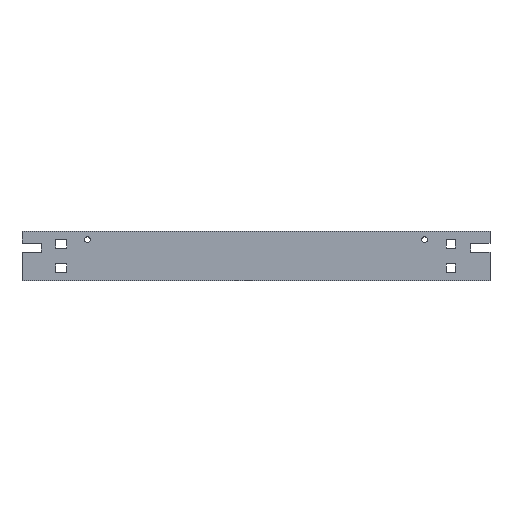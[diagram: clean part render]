
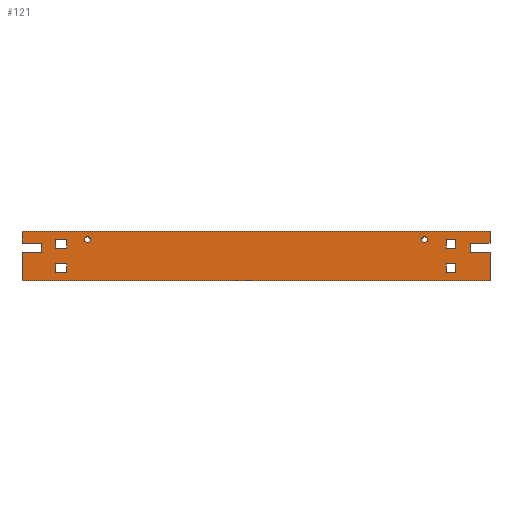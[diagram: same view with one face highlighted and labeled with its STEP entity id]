
A CAD part, top view. The second image highlights one B-rep face of the part: STEP entity #121.
In plain terms, the highlighted planar face has unit normal (0, 0, 1).
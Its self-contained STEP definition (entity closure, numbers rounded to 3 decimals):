
#121=ADVANCED_FACE('',(#244,#245,#246,#247,#248,#249,#250),#251,.F.);
#244=FACE_BOUND('',#366,.T.);
#245=FACE_BOUND('',#367,.T.);
#246=FACE_BOUND('',#368,.T.);
#247=FACE_BOUND('',#369,.T.);
#248=FACE_BOUND('',#370,.T.);
#249=FACE_BOUND('',#371,.T.);
#250=FACE_OUTER_BOUND('',#372,.T.);
#251=PLANE('',#373);
#366=EDGE_LOOP('',(#659,#660));
#367=EDGE_LOOP('',(#661,#662));
#368=EDGE_LOOP('',(#663,#664,#665,#666));
#369=EDGE_LOOP('',(#667,#668,#669,#670));
#370=EDGE_LOOP('',(#671,#672,#673,#674));
#371=EDGE_LOOP('',(#675,#676,#677,#678));
#372=EDGE_LOOP('',(#679,#680,#681,#682,#683,#684,#685,#686,#687,#688,#689,#690));
#373=AXIS2_PLACEMENT_3D('',#691,#692,#693);
#659=ORIENTED_EDGE('',*,*,#720,.T.);
#660=ORIENTED_EDGE('',*,*,#722,.T.);
#661=ORIENTED_EDGE('',*,*,#715,.T.);
#662=ORIENTED_EDGE('',*,*,#725,.T.);
#663=ORIENTED_EDGE('',*,*,#736,.T.);
#664=ORIENTED_EDGE('',*,*,#739,.T.);
#665=ORIENTED_EDGE('',*,*,#729,.T.);
#666=ORIENTED_EDGE('',*,*,#741,.T.);
#667=ORIENTED_EDGE('',*,*,#752,.T.);
#668=ORIENTED_EDGE('',*,*,#755,.T.);
#669=ORIENTED_EDGE('',*,*,#745,.T.);
#670=ORIENTED_EDGE('',*,*,#757,.T.);
#671=ORIENTED_EDGE('',*,*,#768,.T.);
#672=ORIENTED_EDGE('',*,*,#771,.T.);
#673=ORIENTED_EDGE('',*,*,#761,.T.);
#674=ORIENTED_EDGE('',*,*,#773,.T.);
#675=ORIENTED_EDGE('',*,*,#784,.T.);
#676=ORIENTED_EDGE('',*,*,#787,.T.);
#677=ORIENTED_EDGE('',*,*,#777,.T.);
#678=ORIENTED_EDGE('',*,*,#789,.T.);
#679=ORIENTED_EDGE('',*,*,#793,.T.);
#680=ORIENTED_EDGE('',*,*,#811,.F.);
#681=ORIENTED_EDGE('',*,*,#837,.F.);
#682=ORIENTED_EDGE('',*,*,#834,.T.);
#683=ORIENTED_EDGE('',*,*,#822,.T.);
#684=ORIENTED_EDGE('',*,*,#829,.T.);
#685=ORIENTED_EDGE('',*,*,#827,.T.);
#686=ORIENTED_EDGE('',*,*,#832,.T.);
#687=ORIENTED_EDGE('',*,*,#838,.F.);
#688=ORIENTED_EDGE('',*,*,#805,.F.);
#689=ORIENTED_EDGE('',*,*,#800,.T.);
#690=ORIENTED_EDGE('',*,*,#803,.T.);
#691=CARTESIAN_POINT('',(286.0,30.0,10.0));
#692=DIRECTION('',(0.0,0.0,-1.0));
#693=DIRECTION('',(0.0,1.0,0.0));
#715=EDGE_CURVE('',#844,#848,#850,.T.);
#720=EDGE_CURVE('',#853,#857,#859,.T.);
#722=EDGE_CURVE('',#857,#853,#861,.T.);
#725=EDGE_CURVE('',#848,#844,#864,.T.);
#729=EDGE_CURVE('',#870,#867,#871,.T.);
#736=EDGE_CURVE('',#877,#881,#883,.T.);
#739=EDGE_CURVE('',#881,#870,#886,.T.);
#741=EDGE_CURVE('',#867,#877,#888,.T.);
#745=EDGE_CURVE('',#894,#891,#895,.T.);
#752=EDGE_CURVE('',#901,#905,#907,.T.);
#755=EDGE_CURVE('',#905,#894,#910,.T.);
#757=EDGE_CURVE('',#891,#901,#912,.T.);
#761=EDGE_CURVE('',#918,#915,#919,.T.);
#768=EDGE_CURVE('',#925,#929,#931,.T.);
#771=EDGE_CURVE('',#929,#918,#934,.T.);
#773=EDGE_CURVE('',#915,#925,#936,.T.);
#777=EDGE_CURVE('',#942,#939,#943,.T.);
#784=EDGE_CURVE('',#949,#953,#955,.T.);
#787=EDGE_CURVE('',#953,#942,#958,.T.);
#789=EDGE_CURVE('',#939,#949,#960,.T.);
#793=EDGE_CURVE('',#966,#963,#967,.T.);
#800=EDGE_CURVE('',#973,#977,#979,.T.);
#803=EDGE_CURVE('',#977,#966,#982,.T.);
#805=EDGE_CURVE('',#973,#984,#985,.T.);
#811=EDGE_CURVE('',#992,#963,#994,.T.);
#822=EDGE_CURVE('',#1012,#1010,#1013,.T.);
#827=EDGE_CURVE('',#1016,#1018,#1020,.T.);
#829=EDGE_CURVE('',#1010,#1016,#1022,.T.);
#832=EDGE_CURVE('',#1018,#1024,#1026,.T.);
#834=EDGE_CURVE('',#1028,#1012,#1029,.T.);
#837=EDGE_CURVE('',#1028,#992,#1032,.T.);
#838=EDGE_CURVE('',#984,#1024,#1033,.T.);
#844=VERTEX_POINT('',#1039);
#848=VERTEX_POINT('',#1044);
#850=CIRCLE('',#1047,3.5);
#853=VERTEX_POINT('',#1050);
#857=VERTEX_POINT('',#1055);
#859=CIRCLE('',#1058,3.5);
#861=CIRCLE('',#1060,3.5);
#864=CIRCLE('',#1063,3.5);
#867=VERTEX_POINT('',#1066);
#870=VERTEX_POINT('',#1070);
#871=LINE('',#1071,#1072);
#877=VERTEX_POINT('',#1080);
#881=VERTEX_POINT('',#1086);
#883=LINE('',#1089,#1090);
#886=LINE('',#1094,#1095);
#888=LINE('',#1097,#1098);
#891=VERTEX_POINT('',#1102);
#894=VERTEX_POINT('',#1106);
#895=LINE('',#1107,#1108);
#901=VERTEX_POINT('',#1116);
#905=VERTEX_POINT('',#1122);
#907=LINE('',#1125,#1126);
#910=LINE('',#1130,#1131);
#912=LINE('',#1133,#1134);
#915=VERTEX_POINT('',#1138);
#918=VERTEX_POINT('',#1142);
#919=LINE('',#1143,#1144);
#925=VERTEX_POINT('',#1152);
#929=VERTEX_POINT('',#1158);
#931=LINE('',#1161,#1162);
#934=LINE('',#1166,#1167);
#936=LINE('',#1169,#1170);
#939=VERTEX_POINT('',#1174);
#942=VERTEX_POINT('',#1178);
#943=LINE('',#1179,#1180);
#949=VERTEX_POINT('',#1188);
#953=VERTEX_POINT('',#1194);
#955=LINE('',#1197,#1198);
#958=LINE('',#1202,#1203);
#960=LINE('',#1205,#1206);
#963=VERTEX_POINT('',#1210);
#966=VERTEX_POINT('',#1214);
#967=LINE('',#1215,#1216);
#973=VERTEX_POINT('',#1224);
#977=VERTEX_POINT('',#1230);
#979=LINE('',#1233,#1234);
#982=LINE('',#1238,#1239);
#984=VERTEX_POINT('',#1241);
#985=LINE('',#1242,#1243);
#992=VERTEX_POINT('',#1253);
#994=LINE('',#1256,#1257);
#1010=VERTEX_POINT('',#1280);
#1012=VERTEX_POINT('',#1283);
#1013=LINE('',#1284,#1285);
#1016=VERTEX_POINT('',#1289);
#1018=VERTEX_POINT('',#1292);
#1020=LINE('',#1295,#1296);
#1022=LINE('',#1298,#1299);
#1024=VERTEX_POINT('',#1301);
#1026=LINE('',#1304,#1305);
#1028=VERTEX_POINT('',#1307);
#1029=LINE('',#1308,#1309);
#1032=LINE('',#1313,#1314);
#1033=LINE('',#1315,#1316);
#1039=CARTESIAN_POINT('',(83.5,50.0,10.0));
#1044=CARTESIAN_POINT('',(76.5,50.0,10.0));
#1047=AXIS2_PLACEMENT_3D('',#1325,#1326,#1327);
#1050=CARTESIAN_POINT('',(495.5,50.0,10.0));
#1055=CARTESIAN_POINT('',(488.5,50.0,10.0));
#1058=AXIS2_PLACEMENT_3D('',#1333,#1334,#1335);
#1060=AXIS2_PLACEMENT_3D('',#1336,#1337,#1338);
#1063=AXIS2_PLACEMENT_3D('',#1342,#1343,#1344);
#1066=CARTESIAN_POINT('',(529.5,50.5,10.0));
#1070=CARTESIAN_POINT('',(518.5,50.5,10.0));
#1071=CARTESIAN_POINT('',(405.0,50.5,10.0));
#1072=VECTOR('',#1349,1.0);
#1080=CARTESIAN_POINT('',(529.5,39.5,10.0));
#1086=CARTESIAN_POINT('',(518.5,39.5,10.0));
#1089=CARTESIAN_POINT('',(405.0,39.5,10.0));
#1090=VECTOR('',#1355,1.0);
#1094=CARTESIAN_POINT('',(518.5,37.5,10.0));
#1095=VECTOR('',#1357,1.0);
#1097=CARTESIAN_POINT('',(529.5,37.5,10.0));
#1098=VECTOR('',#1358,1.0);
#1102=CARTESIAN_POINT('',(529.5,20.5,10.0));
#1106=CARTESIAN_POINT('',(518.5,20.5,10.0));
#1107=CARTESIAN_POINT('',(405.0,20.5,10.0));
#1108=VECTOR('',#1361,1.0);
#1116=CARTESIAN_POINT('',(529.5,9.5,10.0));
#1122=CARTESIAN_POINT('',(518.5,9.5,10.0));
#1125=CARTESIAN_POINT('',(405.0,9.5,10.0));
#1126=VECTOR('',#1367,1.0);
#1130=CARTESIAN_POINT('',(518.5,22.5,10.0));
#1131=VECTOR('',#1369,1.0);
#1133=CARTESIAN_POINT('',(529.5,22.5,10.0));
#1134=VECTOR('',#1370,1.0);
#1138=CARTESIAN_POINT('',(55.0,50.5,10.0));
#1142=CARTESIAN_POINT('',(41.0,50.5,10.0));
#1143=CARTESIAN_POINT('',(167.0,50.5,10.0));
#1144=VECTOR('',#1373,1.0);
#1152=CARTESIAN_POINT('',(55.0,39.5,10.0));
#1158=CARTESIAN_POINT('',(41.0,39.5,10.0));
#1161=CARTESIAN_POINT('',(167.0,39.5,10.0));
#1162=VECTOR('',#1379,1.0);
#1166=CARTESIAN_POINT('',(41.0,37.5,10.0));
#1167=VECTOR('',#1381,1.0);
#1169=CARTESIAN_POINT('',(55.0,37.5,10.0));
#1170=VECTOR('',#1382,1.0);
#1174=CARTESIAN_POINT('',(55.0,20.5,10.0));
#1178=CARTESIAN_POINT('',(41.0,20.5,10.0));
#1179=CARTESIAN_POINT('',(167.0,20.5,10.0));
#1180=VECTOR('',#1385,1.0);
#1188=CARTESIAN_POINT('',(55.0,9.5,10.0));
#1194=CARTESIAN_POINT('',(41.0,9.5,10.0));
#1197=CARTESIAN_POINT('',(167.0,9.5,10.0));
#1198=VECTOR('',#1391,1.0);
#1202=CARTESIAN_POINT('',(41.0,22.5,10.0));
#1203=VECTOR('',#1393,1.0);
#1205=CARTESIAN_POINT('',(55.0,22.5,10.0));
#1206=VECTOR('',#1394,1.0);
#1210=CARTESIAN_POINT('',(572.0,45.5,10.0));
#1214=CARTESIAN_POINT('',(548.5,45.5,10.0));
#1215=CARTESIAN_POINT('',(423.125,45.5,10.0));
#1216=VECTOR('',#1397,1.0);
#1224=CARTESIAN_POINT('',(572.0,34.5,10.0));
#1230=CARTESIAN_POINT('',(548.5,34.5,10.0));
#1233=CARTESIAN_POINT('',(423.125,34.5,10.0));
#1234=VECTOR('',#1403,1.0);
#1238=CARTESIAN_POINT('',(548.5,35.0,10.0));
#1239=VECTOR('',#1405,1.0);
#1241=CARTESIAN_POINT('',(572.0,0.0,10.0));
#1242=CARTESIAN_POINT('',(572.0,30.0,10.0));
#1243=VECTOR('',#1406,1.0);
#1253=CARTESIAN_POINT('',(572.0,60.0,10.0));
#1256=CARTESIAN_POINT('',(572.0,30.0,10.0));
#1257=VECTOR('',#1411,1.0);
#1280=CARTESIAN_POINT('',(23.5,45.5,10.0));
#1283=CARTESIAN_POINT('',(0.0,45.5,10.0));
#1284=CARTESIAN_POINT('',(148.875,45.5,10.0));
#1285=VECTOR('',#1420,1.0);
#1289=CARTESIAN_POINT('',(23.5,34.5,10.0));
#1292=CARTESIAN_POINT('',(0.0,34.5,10.0));
#1295=CARTESIAN_POINT('',(148.875,34.5,10.0));
#1296=VECTOR('',#1424,1.0);
#1298=CARTESIAN_POINT('',(23.5,35.0,10.0));
#1299=VECTOR('',#1425,1.0);
#1301=CARTESIAN_POINT('',(0.0,0.0,10.0));
#1304=CARTESIAN_POINT('',(0.0,30.0,10.0));
#1305=VECTOR('',#1427,1.0);
#1307=CARTESIAN_POINT('',(0.0,60.0,10.0));
#1308=CARTESIAN_POINT('',(0.0,30.0,10.0));
#1309=VECTOR('',#1428,1.0);
#1313=CARTESIAN_POINT('',(286.0,60.0,10.0));
#1314=VECTOR('',#1430,1.0);
#1315=CARTESIAN_POINT('',(286.0,0.0,10.0));
#1316=VECTOR('',#1431,1.0);
#1325=CARTESIAN_POINT('',(80.0,50.0,10.0));
#1326=DIRECTION('',(0.0,0.0,-1.0));
#1327=DIRECTION('',(1.0,0.0,0.0));
#1333=CARTESIAN_POINT('',(492.0,50.0,10.0));
#1334=DIRECTION('',(0.0,0.0,-1.0));
#1335=DIRECTION('',(1.0,0.0,0.0));
#1336=CARTESIAN_POINT('',(492.0,50.0,10.0));
#1337=DIRECTION('',(0.0,0.0,-1.0));
#1338=DIRECTION('',(1.0,0.0,0.0));
#1342=CARTESIAN_POINT('',(80.0,50.0,10.0));
#1343=DIRECTION('',(0.0,0.0,-1.0));
#1344=DIRECTION('',(1.0,0.0,0.0));
#1349=DIRECTION('',(1.0,-0.0,0.0));
#1355=DIRECTION('',(-1.0,0.0,0.0));
#1357=DIRECTION('',(-0.0,1.0,0.0));
#1358=DIRECTION('',(-0.0,-1.0,-0.0));
#1361=DIRECTION('',(1.0,-0.0,0.0));
#1367=DIRECTION('',(-1.0,0.0,0.0));
#1369=DIRECTION('',(-0.0,1.0,0.0));
#1370=DIRECTION('',(-0.0,-1.0,-0.0));
#1373=DIRECTION('',(1.0,-0.0,0.0));
#1379=DIRECTION('',(-1.0,0.0,0.0));
#1381=DIRECTION('',(-0.0,1.0,0.0));
#1382=DIRECTION('',(-0.0,-1.0,-0.0));
#1385=DIRECTION('',(1.0,-0.0,0.0));
#1391=DIRECTION('',(-1.0,0.0,0.0));
#1393=DIRECTION('',(-0.0,1.0,0.0));
#1394=DIRECTION('',(-0.0,-1.0,-0.0));
#1397=DIRECTION('',(1.0,-0.0,0.0));
#1403=DIRECTION('',(-1.0,0.0,0.0));
#1405=DIRECTION('',(-0.0,1.0,0.0));
#1406=DIRECTION('',(0.0,-1.0,0.0));
#1411=DIRECTION('',(0.0,-1.0,0.0));
#1420=DIRECTION('',(1.0,-0.0,0.0));
#1424=DIRECTION('',(-1.0,0.0,0.0));
#1425=DIRECTION('',(-0.0,-1.0,-0.0));
#1427=DIRECTION('',(0.0,-1.0,0.0));
#1428=DIRECTION('',(0.0,-1.0,0.0));
#1430=DIRECTION('',(1.0,0.0,0.0));
#1431=DIRECTION('',(-1.0,0.0,0.0));
